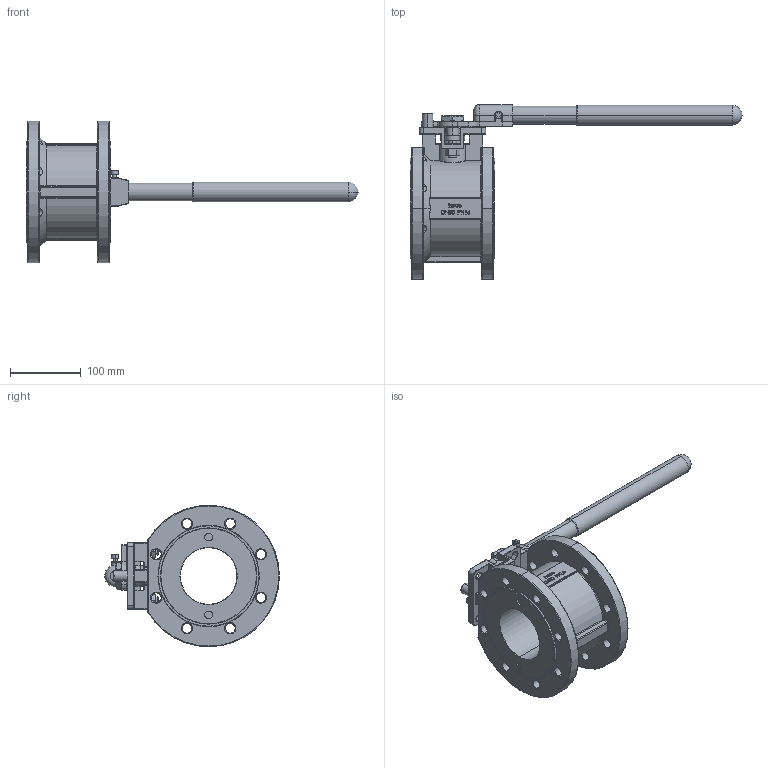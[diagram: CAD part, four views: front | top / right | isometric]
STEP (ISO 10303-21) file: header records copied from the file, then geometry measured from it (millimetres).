
FILE_DESCRIPTION (( 'STEP AP214' ), '1' );
FILE_NAME ('KK-300-000-4 Flanschkugelhahn 1804.STEP', '2018-04-23T09:57:47', ( '' ), ( '' ), 'SwSTEP 2.0', 'SolidWorks 2016', '' );
FILE_SCHEMA (( 'AUTOMOTIVE_DESIGN' ));
Length unit declared in the file: millimetre
Products named in the file (1): KK-300-000-4 Flanschkugelhahn 1804
Bounding box: 469 x 247 x 200 mm (x, y, z)
Volume: 1966357.1 mm3; surface area: 284092.9 mm2
Topology: 1 solids, 2 shells, 1418 faces, 3469 edges, 2035 vertices
Faces by surface type: cylinder 400, plane 349, bspline 330, torus 180, cone 89, sphere 70
Entity records: 61755 total; most frequent: CARTESIAN_POINT 27160, ORIENTED_EDGE 6768, DIRECTION 5891, EDGE_CURVE 3384, AXIS2_PLACEMENT_3D 2247, VERTEX_POINT 2033, EDGE_LOOP 1535, FACE_OUTER_BOUND 1418
